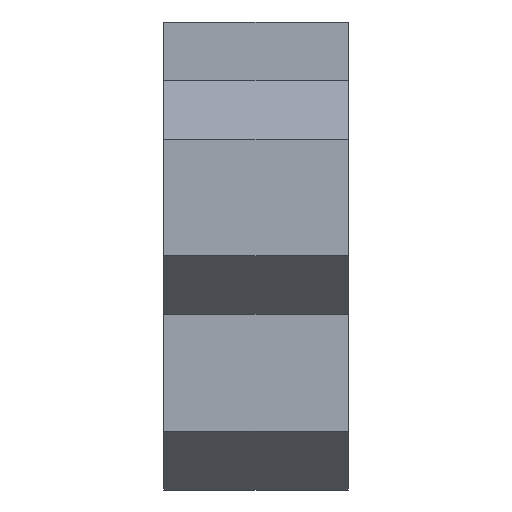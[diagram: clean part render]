
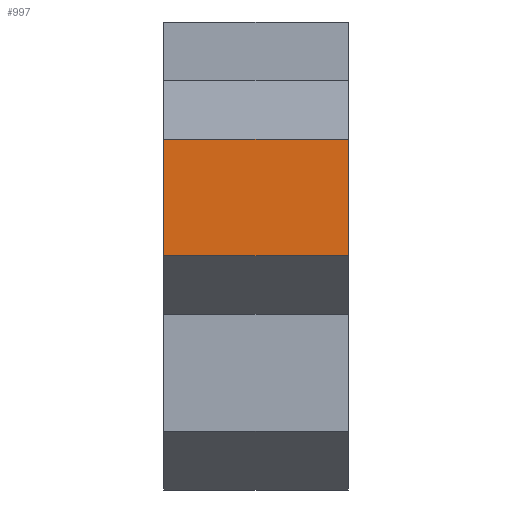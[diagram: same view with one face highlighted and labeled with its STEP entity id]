
A CAD part, left-side view. The second image highlights one B-rep face of the part: STEP entity #997.
In plain terms, the highlighted planar face has unit normal (-1, 0, 0).
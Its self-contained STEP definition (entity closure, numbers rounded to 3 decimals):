
#20 = VERTEX_POINT ( 'NONE', #706 ) ;
#60 = CARTESIAN_POINT ( 'NONE',  ( 11., 20., 6.351 ) ) ;
#68 = LINE ( 'NONE', #668, #1556 ) ;
#156 = CARTESIAN_POINT ( 'NONE',  ( 11., 0., 6.351 ) ) ;
#284 = CARTESIAN_POINT ( 'NONE',  ( 11., 20., 0. ) ) ;
#289 = VERTEX_POINT ( 'NONE', #762 ) ;
#307 = DIRECTION ( 'NONE',  ( 0., 0., -1. ) ) ;
#316 = DIRECTION ( 'NONE',  ( 0., 0., 1. ) ) ;
#445 = DIRECTION ( 'NONE',  ( 0., 1., 0. ) ) ;
#505 = EDGE_CURVE ( 'NONE', #289, #1343, #68, .T. ) ;
#550 = EDGE_CURVE ( 'NONE', #289, #1580, #1816, .T. ) ;
#570 = ORIENTED_EDGE ( 'NONE', *, *, #1357, .F. ) ;
#595 = AXIS2_PLACEMENT_3D ( 'NONE', #284, #1651, #316 ) ;
#610 = LINE ( 'NONE', #737, #1376 ) ;
#668 = CARTESIAN_POINT ( 'NONE',  ( 11., 0., 0. ) ) ;
#706 = CARTESIAN_POINT ( 'NONE',  ( 11., 20., -6.246 ) ) ;
#737 = CARTESIAN_POINT ( 'NONE',  ( 11., 20., 0. ) ) ;
#762 = CARTESIAN_POINT ( 'NONE',  ( 11., 0., 6.351 ) ) ;
#867 = DIRECTION ( 'NONE',  ( 0., 1., 0. ) ) ;
#926 = EDGE_CURVE ( 'NONE', #1580, #20, #610, .T. ) ;
#929 = VECTOR ( 'NONE', #867, 1000. ) ;
#965 = ORIENTED_EDGE ( 'NONE', *, *, #550, .T. ) ;
#997 = ADVANCED_FACE ( 'NONE', ( #1353 ), #1471, .T. ) ;
#1023 = EDGE_LOOP ( 'NONE', ( #965, #1247, #570, #1807 ) ) ;
#1247 = ORIENTED_EDGE ( 'NONE', *, *, #926, .T. ) ;
#1312 = LINE ( 'NONE', #1799, #929 ) ;
#1343 = VERTEX_POINT ( 'NONE', #1498 ) ;
#1353 = FACE_OUTER_BOUND ( 'NONE', #1023, .T. ) ;
#1357 = EDGE_CURVE ( 'NONE', #1343, #20, #1312, .T. ) ;
#1376 = VECTOR ( 'NONE', #307, 1000. ) ;
#1429 = VECTOR ( 'NONE', #445, 1000. ) ;
#1461 = DIRECTION ( 'NONE',  ( 0., 0., -1. ) ) ;
#1471 = PLANE ( 'NONE',  #595 ) ;
#1498 = CARTESIAN_POINT ( 'NONE',  ( 11., 0., -6.246 ) ) ;
#1556 = VECTOR ( 'NONE', #1461, 1000. ) ;
#1580 = VERTEX_POINT ( 'NONE', #60 ) ;
#1651 = DIRECTION ( 'NONE',  ( -1., 0., 0. ) ) ;
#1799 = CARTESIAN_POINT ( 'NONE',  ( 11., 0., -6.246 ) ) ;
#1807 = ORIENTED_EDGE ( 'NONE', *, *, #505, .F. ) ;
#1816 = LINE ( 'NONE', #156, #1429 ) ;
